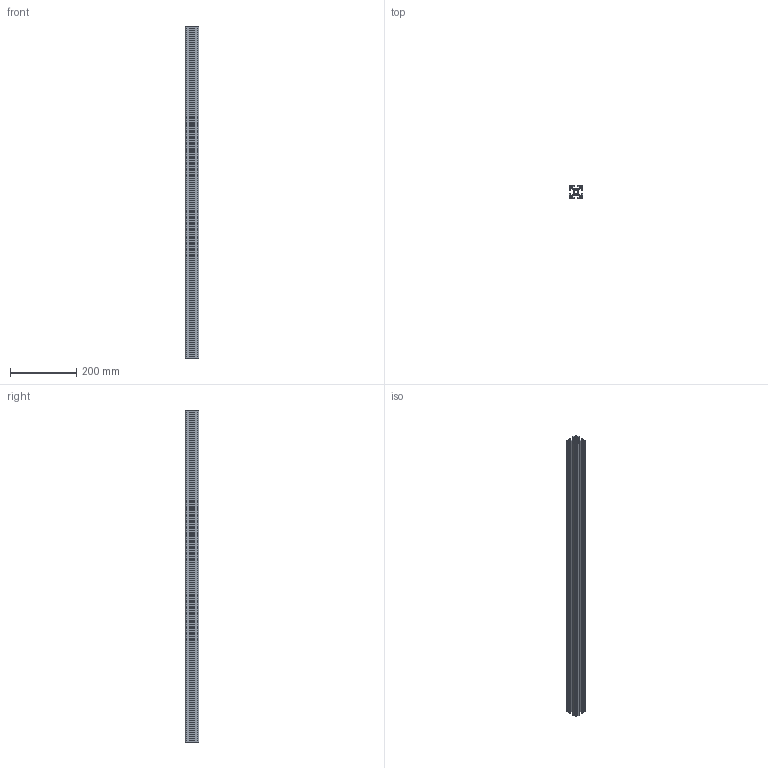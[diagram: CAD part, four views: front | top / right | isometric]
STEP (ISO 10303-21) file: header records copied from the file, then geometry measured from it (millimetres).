
FILE_DESCRIPTION (( 'STEP AP214' ), '1' );
FILE_NAME ('Ñáîðêà2.STEP', '2024-07-09T09:51:42', ( '' ), ( '' ), 'SwSTEP 2.0', 'SolidWorks 2022', '' );
FILE_SCHEMA (( 'AUTOMOTIVE_DESIGN' ));
Length unit declared in the file: millimetre
Products named in the file (2): 444B Профиль конструкционный 40х40 (Ан. черный)_00; Сборка2
Assembly tree (1 placements, depth 2):
  Сборка2
    444B Профиль конструкционный 40х40 (Ан. черный)_00
Bounding box: 40 x 40 x 1000 mm (x, y, z)
Volume: 564826.1 mm3; surface area: 515659.9 mm2
Topology: 1 solids, 1 shells, 366 faces, 1092 edges, 728 vertices
Faces by surface type: plane 194, cylinder 172
Entity records: 12466 total; most frequent: CARTESIAN_POINT 2190, ORIENTED_EDGE 2184, DIRECTION 2176, EDGE_CURVE 1092, LINE 748, VECTOR 748, VERTEX_POINT 728, AXIS2_PLACEMENT_3D 714
